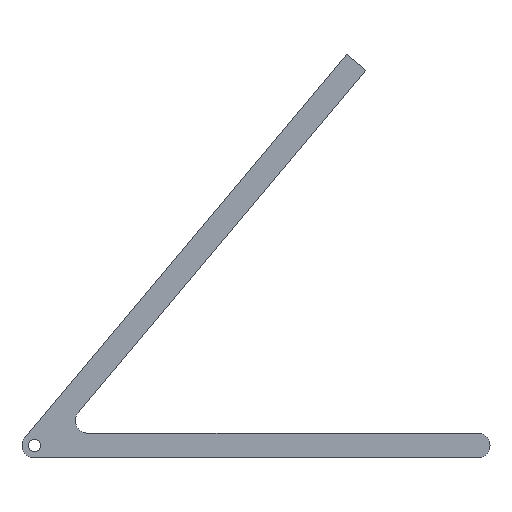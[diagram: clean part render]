
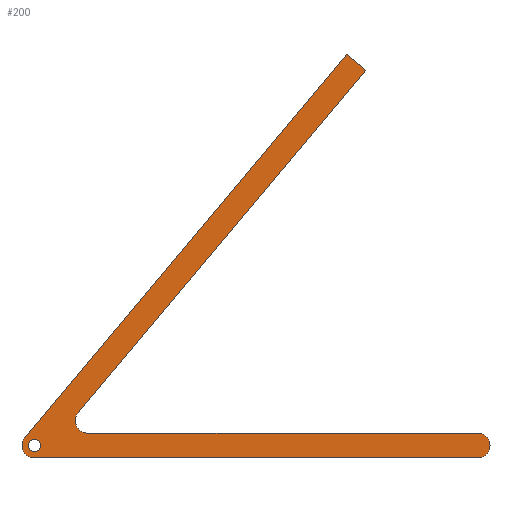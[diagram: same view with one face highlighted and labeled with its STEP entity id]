
A CAD part, front view. The second image highlights one B-rep face of the part: STEP entity #200.
In plain terms, the highlighted planar face has unit normal (0, -1, 0).
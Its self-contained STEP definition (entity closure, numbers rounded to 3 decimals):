
#1=CARTESIAN_POINT('',(0.,0.,0.));
#2=DIRECTION('',(0.,-1.,0.));
#3=DIRECTION('',(1.,0.,0.));
#4=AXIS2_PLACEMENT_3D('',#1,#2,#3);
#6=CARTESIAN_POINT('',(0.,0.,0.));
#7=DIRECTION('',(0.,-1.,0.));
#8=DIRECTION('',(-1.,0.,0.));
#9=AXIS2_PLACEMENT_3D('',#6,#7,#8);
#11=CARTESIAN_POINT('',(535.,0.,0.));
#12=DIRECTION('',(0.,1.,0.));
#13=DIRECTION('',(0.,0.,1.));
#14=AXIS2_PLACEMENT_3D('',#11,#12,#13);
#16=DIRECTION('',(-1.,0.,0.));
#17=VECTOR('',#16,535.);
#18=CARTESIAN_POINT('',(535.,0.,-15.));
#19=LINE('',#18,#17);
#20=CARTESIAN_POINT('',(0.,0.,0.));
#21=DIRECTION('',(0.,1.,0.));
#22=DIRECTION('',(0.,0.,-1.));
#23=AXIS2_PLACEMENT_3D('',#20,#21,#22);
#25=DIRECTION('',(0.643,0.,0.766));
#26=VECTOR('',#25,604.413);
#27=CARTESIAN_POINT('',(-11.491,0.,9.642));
#28=LINE('',#27,#26);
#29=DIRECTION('',(0.766,0.,-0.643));
#30=VECTOR('',#29,30.);
#31=CARTESIAN_POINT('',(377.019,0.,472.649));
#32=LINE('',#31,#30);
#33=DIRECTION('',(-0.643,0.,-0.766));
#34=VECTOR('',#33,540.078);
#35=CARTESIAN_POINT('',(400.,0.,453.366));
#36=LINE('',#35,#34);
#37=CARTESIAN_POINT('',(64.335,0.,30.));
#38=DIRECTION('',(0.,-1.,0.));
#39=DIRECTION('',(-0.766,0.,0.643));
#40=AXIS2_PLACEMENT_3D('',#37,#38,#39);
#42=DIRECTION('',(1.,0.,0.));
#43=VECTOR('',#42,470.665);
#44=CARTESIAN_POINT('',(64.335,0.,15.));
#45=LINE('',#44,#43);
#131=CARTESIAN_POINT('',(7.5,0.,0.));
#132=CARTESIAN_POINT('',(-7.5,0.,0.));
#133=VERTEX_POINT('',#131);
#134=VERTEX_POINT('',#132);
#135=CARTESIAN_POINT('',(0.,0.,-15.));
#136=CARTESIAN_POINT('',(-11.491,0.,9.642));
#137=VERTEX_POINT('',#135);
#138=VERTEX_POINT('',#136);
#139=CARTESIAN_POINT('',(377.019,0.,472.649));
#140=VERTEX_POINT('',#139);
#141=CARTESIAN_POINT('',(400.,0.,453.366));
#142=VERTEX_POINT('',#141);
#143=CARTESIAN_POINT('',(52.845,0.,39.642));
#144=VERTEX_POINT('',#143);
#145=CARTESIAN_POINT('',(64.335,0.,15.));
#146=VERTEX_POINT('',#145);
#163=CARTESIAN_POINT('',(535.,0.,15.));
#164=CARTESIAN_POINT('',(535.,0.,-15.));
#165=VERTEX_POINT('',#163);
#166=VERTEX_POINT('',#164);
#171=CARTESIAN_POINT('',(0.,0.,0.));
#172=DIRECTION('',(0.,1.,0.));
#173=DIRECTION('',(1.,0.,0.));
#174=AXIS2_PLACEMENT_3D('',#171,#172,#173);
#175=PLANE('',#174);
#177=ORIENTED_EDGE('',*,*,#176,.T.);
#179=ORIENTED_EDGE('',*,*,#178,.T.);
#181=ORIENTED_EDGE('',*,*,#180,.T.);
#183=ORIENTED_EDGE('',*,*,#182,.T.);
#185=ORIENTED_EDGE('',*,*,#184,.T.);
#187=ORIENTED_EDGE('',*,*,#186,.T.);
#189=ORIENTED_EDGE('',*,*,#188,.T.);
#191=ORIENTED_EDGE('',*,*,#190,.T.);
#192=EDGE_LOOP('',(#177,#179,#181,#183,#185,#187,#189,#191));
#193=FACE_OUTER_BOUND('',#192,.F.);
#195=ORIENTED_EDGE('',*,*,#194,.T.);
#197=ORIENTED_EDGE('',*,*,#196,.T.);
#198=EDGE_LOOP('',(#195,#197));
#199=FACE_BOUND('',#198,.F.);
#200=ADVANCED_FACE('',(#193,#199),#175,.F.);
#5=CIRCLE('',#4,7.5);
#10=CIRCLE('',#9,7.5);
#15=CIRCLE('',#14,15.);
#24=CIRCLE('',#23,15.);
#41=CIRCLE('',#40,15.);
#176=EDGE_CURVE('',#165,#166,#15,.T.);
#178=EDGE_CURVE('',#166,#137,#19,.T.);
#180=EDGE_CURVE('',#137,#138,#24,.T.);
#182=EDGE_CURVE('',#138,#140,#28,.T.);
#184=EDGE_CURVE('',#140,#142,#32,.T.);
#186=EDGE_CURVE('',#142,#144,#36,.T.);
#188=EDGE_CURVE('',#144,#146,#41,.T.);
#190=EDGE_CURVE('',#146,#165,#45,.T.);
#194=EDGE_CURVE('',#133,#134,#5,.T.);
#196=EDGE_CURVE('',#134,#133,#10,.T.);
